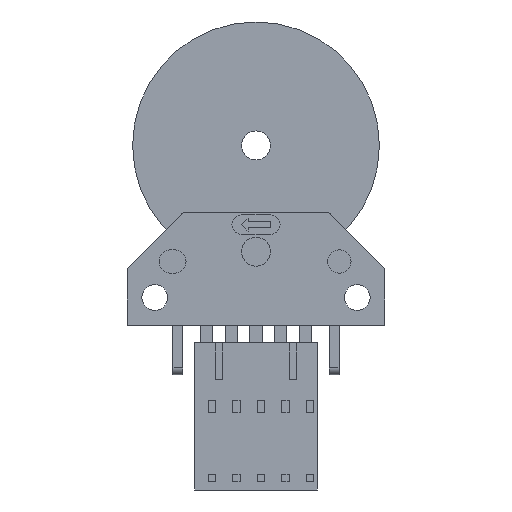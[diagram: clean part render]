
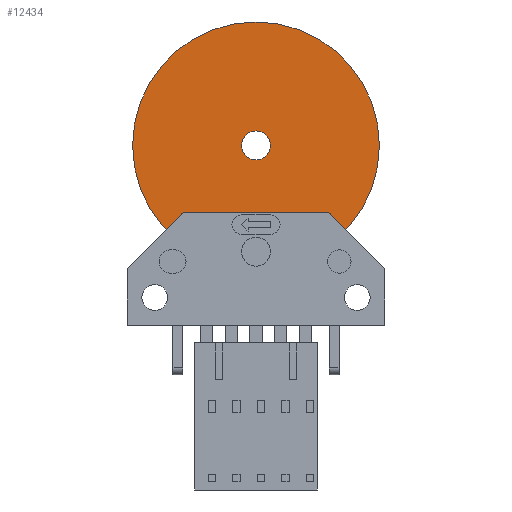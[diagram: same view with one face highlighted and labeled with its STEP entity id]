
A CAD part, front view. The second image highlights one B-rep face of the part: STEP entity #12434.
In plain terms, the highlighted planar face has unit normal (0, -1, 0).
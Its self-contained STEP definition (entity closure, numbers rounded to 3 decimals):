
#2822 = VERTEX_POINT ( 'NONE', #5801 ) ;
#2823 = VERTEX_POINT ( 'NONE', #5802 ) ;
#2824 = VERTEX_POINT ( 'NONE', #5803 ) ;
#2826 = VERTEX_POINT ( 'NONE', #5805 ) ;
#5801 = CARTESIAN_POINT ( 'NONE',  ( -12.78, 0., 0. ) ) ;
#5802 = CARTESIAN_POINT ( 'NONE',  ( 12.78, 0., 0. ) ) ;
#5803 = CARTESIAN_POINT ( 'NONE',  ( 1.5, 0., 0. ) ) ;
#5805 = CARTESIAN_POINT ( 'NONE',  ( -1.5, 0., 0. ) ) ;
#8089 = CARTESIAN_POINT ( 'NONE',  ( 0., 0., 0. ) ) ;
#8090 = DIRECTION ( 'NONE',  ( 0., -1., 0. ) ) ;
#8091 = DIRECTION ( 'NONE',  ( 1., 0., 0. ) ) ;
#8101 = CARTESIAN_POINT ( 'NONE',  ( 0., 0., 0. ) ) ;
#8102 = DIRECTION ( 'NONE',  ( 0., -1., 0. ) ) ;
#8103 = DIRECTION ( 'NONE',  ( 1., 0., 0. ) ) ;
#8108 = CARTESIAN_POINT ( 'NONE',  ( 0., 0., 0. ) ) ;
#8109 = DIRECTION ( 'NONE',  ( 0., -1., 0. ) ) ;
#8110 = DIRECTION ( 'NONE',  ( 1., 0., 0. ) ) ;
#8111 = CARTESIAN_POINT ( 'NONE',  ( 0., 0., 0. ) ) ;
#8112 = DIRECTION ( 'NONE',  ( 0., -1., 0. ) ) ;
#8113 = DIRECTION ( 'NONE',  ( 1., 0., 0. ) ) ;
#8652 = DIRECTION ( 'NONE',  ( 0., -1., 0. ) ) ;
#8654 = CARTESIAN_POINT ( 'NONE',  ( -1.5, 0., 0. ) ) ;
#8655 = FACE_OUTER_BOUND ( 'NONE', #11615, .T. ) ;
#8657 = FACE_BOUND ( 'NONE', #11630, .T. ) ;
#8658 = PLANE ( 'NONE',  #9138 ) ;
#8660 = DIRECTION ( 'NONE',  ( 1., 0., 0. ) ) ;
#8928 = CIRCLE ( 'NONE', #8931, 1.5 ) ;
#8931 = AXIS2_PLACEMENT_3D ( 'NONE', #8089, #8090, #8091 ) ;
#8935 = CIRCLE ( 'NONE', #8937, 12.78 ) ;
#8937 = AXIS2_PLACEMENT_3D ( 'NONE', #8101, #8102, #8103 ) ;
#8939 = CIRCLE ( 'NONE', #8942, 12.78 ) ;
#8941 = CIRCLE ( 'NONE', #8944, 1.5 ) ;
#8942 = AXIS2_PLACEMENT_3D ( 'NONE', #8108, #8109, #8110 ) ;
#8944 = AXIS2_PLACEMENT_3D ( 'NONE', #8111, #8112, #8113 ) ;
#9138 = AXIS2_PLACEMENT_3D ( 'NONE', #8654, #8652, #8660 ) ;
#11615 = EDGE_LOOP ( 'NONE', ( #11765, #11766 ) ) ;
#11630 = EDGE_LOOP ( 'NONE', ( #11767, #11768 ) ) ;
#11765 = ORIENTED_EDGE ( 'NONE', *, *, #12256, .T. ) ;
#11766 = ORIENTED_EDGE ( 'NONE', *, *, #12259, .T. ) ;
#11767 = ORIENTED_EDGE ( 'NONE', *, *, #12260, .F. ) ;
#11768 = ORIENTED_EDGE ( 'NONE', *, *, #12252, .F. ) ;
#12252 = EDGE_CURVE ( 'NONE', #2826, #2824, #8928, .T. ) ;
#12256 = EDGE_CURVE ( 'NONE', #2823, #2822, #8935, .T. ) ;
#12259 = EDGE_CURVE ( 'NONE', #2822, #2823, #8939, .T. ) ;
#12260 = EDGE_CURVE ( 'NONE', #2824, #2826, #8941, .T. ) ;
#12434 = ADVANCED_FACE ( 'NONE', ( #8655, #8657 ), #8658, .T. ) ;
